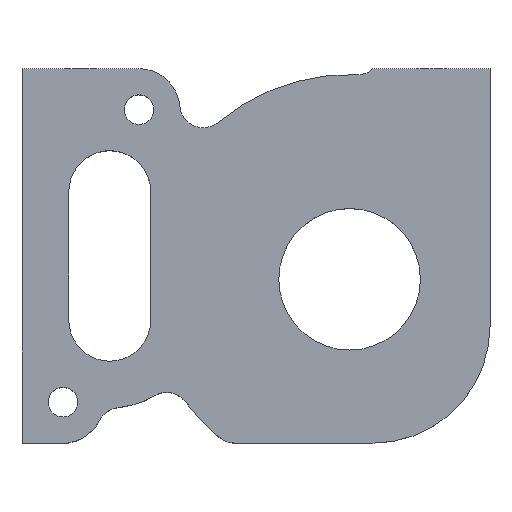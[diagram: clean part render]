
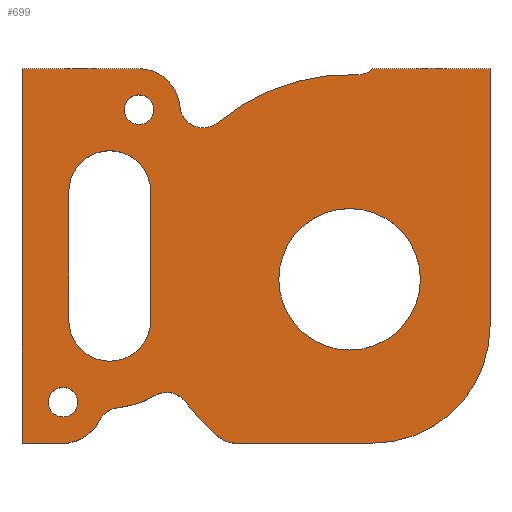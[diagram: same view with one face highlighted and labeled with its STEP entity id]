
A CAD part, top view. The second image highlights one B-rep face of the part: STEP entity #699.
In plain terms, the highlighted planar face has unit normal (0, 0, 1).
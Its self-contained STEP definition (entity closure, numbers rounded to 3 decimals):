
#20=FACE_BOUND('',#101,.T.);
#21=FACE_BOUND('',#102,.T.);
#22=FACE_BOUND('',#103,.T.);
#23=FACE_BOUND('',#104,.T.);
#31=PLANE('',#782);
#58=FACE_OUTER_BOUND('',#100,.T.);
#100=EDGE_LOOP('',(#551,#552,#553,#554,#555,#556,#557,#558,#559,#560,#561,
#562,#563,#564,#565,#566,#567,#568));
#101=EDGE_LOOP('',(#569,#570,#571,#572));
#102=EDGE_LOOP('',(#573));
#103=EDGE_LOOP('',(#574));
#104=EDGE_LOOP('',(#575));
#151=LINE('',#1150,#209);
#154=LINE('',#1155,#212);
#155=LINE('',#1160,#213);
#157=LINE('',#1166,#215);
#159=LINE('',#1170,#217);
#160=LINE('',#1173,#218);
#161=LINE('',#1174,#219);
#162=LINE('',#1177,#220);
#163=LINE('',#1181,#221);
#209=VECTOR('',#929,10.);
#212=VECTOR('',#934,10.);
#213=VECTOR('',#939,10.);
#215=VECTOR('',#945,10.);
#217=VECTOR('',#949,10.);
#218=VECTOR('',#952,10.);
#219=VECTOR('',#953,10.);
#220=VECTOR('',#954,10.);
#221=VECTOR('',#957,10.);
#242=CIRCLE('',#734,2.);
#244=CIRCLE('',#737,3.5);
#246=CIRCLE('',#740,2.);
#249=CIRCLE('',#744,3.5);
#251=CIRCLE('',#747,2.);
#252=CIRCLE('',#749,17.5);
#255=CIRCLE('',#753,2.);
#267=CIRCLE('',#767,17.5);
#268=CIRCLE('',#769,2.);
#269=CIRCLE('',#771,7.5);
#270=CIRCLE('',#773,1.265);
#271=CIRCLE('',#775,1.265);
#274=CIRCLE('',#783,10.);
#275=CIRCLE('',#784,3.5);
#276=CIRCLE('',#785,3.5);
#277=CIRCLE('',#786,6.05);
#286=VERTEX_POINT('',#1038);
#287=VERTEX_POINT('',#1039);
#290=VERTEX_POINT('',#1047);
#292=VERTEX_POINT('',#1053);
#293=VERTEX_POINT('',#1054);
#297=VERTEX_POINT('',#1064);
#300=VERTEX_POINT('',#1071);
#301=VERTEX_POINT('',#1073);
#304=VERTEX_POINT('',#1083);
#305=VERTEX_POINT('',#1085);
#325=VERTEX_POINT('',#1131);
#326=VERTEX_POINT('',#1135);
#327=VERTEX_POINT('',#1141);
#328=VERTEX_POINT('',#1145);
#329=VERTEX_POINT('',#1149);
#330=VERTEX_POINT('',#1153);
#332=VERTEX_POINT('',#1159);
#334=VERTEX_POINT('',#1165);
#335=VERTEX_POINT('',#1169);
#336=VERTEX_POINT('',#1171);
#337=VERTEX_POINT('',#1175);
#338=VERTEX_POINT('',#1176);
#339=VERTEX_POINT('',#1178);
#340=VERTEX_POINT('',#1180);
#341=VERTEX_POINT('',#1183);
#354=EDGE_CURVE('',#286,#287,#242,.T.);
#358=EDGE_CURVE('',#290,#287,#244,.T.);
#361=EDGE_CURVE('',#292,#293,#246,.F.);
#367=EDGE_CURVE('',#293,#297,#249,.T.);
#370=EDGE_CURVE('',#301,#300,#251,.F.);
#372=EDGE_CURVE('',#300,#292,#252,.T.);
#376=EDGE_CURVE('',#304,#305,#255,.T.);
#400=EDGE_CURVE('',#325,#305,#267,.T.);
#402=EDGE_CURVE('',#325,#326,#268,.T.);
#404=EDGE_CURVE('',#286,#326,#269,.T.);
#405=EDGE_CURVE('',#327,#327,#270,.T.);
#407=EDGE_CURVE('',#328,#328,#271,.T.);
#409=EDGE_CURVE('',#329,#290,#151,.T.);
#412=EDGE_CURVE('',#330,#297,#154,.T.);
#414=EDGE_CURVE('',#301,#332,#155,.T.);
#417=EDGE_CURVE('',#329,#334,#157,.T.);
#419=EDGE_CURVE('',#335,#304,#159,.T.);
#420=EDGE_CURVE('',#336,#335,#274,.T.);
#421=EDGE_CURVE('',#332,#336,#160,.T.);
#422=EDGE_CURVE('',#334,#330,#161,.T.);
#423=EDGE_CURVE('',#337,#338,#162,.T.);
#424=EDGE_CURVE('',#338,#339,#275,.T.);
#425=EDGE_CURVE('',#339,#340,#163,.T.);
#426=EDGE_CURVE('',#340,#337,#276,.T.);
#427=EDGE_CURVE('',#341,#341,#277,.T.);
#551=ORIENTED_EDGE('',*,*,#376,.F.);
#552=ORIENTED_EDGE('',*,*,#419,.F.);
#553=ORIENTED_EDGE('',*,*,#420,.F.);
#554=ORIENTED_EDGE('',*,*,#421,.F.);
#555=ORIENTED_EDGE('',*,*,#414,.F.);
#556=ORIENTED_EDGE('',*,*,#370,.T.);
#557=ORIENTED_EDGE('',*,*,#372,.T.);
#558=ORIENTED_EDGE('',*,*,#361,.T.);
#559=ORIENTED_EDGE('',*,*,#367,.T.);
#560=ORIENTED_EDGE('',*,*,#412,.F.);
#561=ORIENTED_EDGE('',*,*,#422,.F.);
#562=ORIENTED_EDGE('',*,*,#417,.F.);
#563=ORIENTED_EDGE('',*,*,#409,.T.);
#564=ORIENTED_EDGE('',*,*,#358,.T.);
#565=ORIENTED_EDGE('',*,*,#354,.F.);
#566=ORIENTED_EDGE('',*,*,#404,.T.);
#567=ORIENTED_EDGE('',*,*,#402,.F.);
#568=ORIENTED_EDGE('',*,*,#400,.T.);
#569=ORIENTED_EDGE('',*,*,#423,.T.);
#570=ORIENTED_EDGE('',*,*,#424,.T.);
#571=ORIENTED_EDGE('',*,*,#425,.T.);
#572=ORIENTED_EDGE('',*,*,#426,.T.);
#573=ORIENTED_EDGE('',*,*,#427,.T.);
#574=ORIENTED_EDGE('',*,*,#407,.T.);
#575=ORIENTED_EDGE('',*,*,#405,.T.);
#699=ADVANCED_FACE('',(#58,#20,#21,#22,#23),#31,.T.);
#734=AXIS2_PLACEMENT_3D('',#1040,#818,#819);
#737=AXIS2_PLACEMENT_3D('',#1048,#826,#827);
#740=AXIS2_PLACEMENT_3D('',#1055,#833,#834);
#744=AXIS2_PLACEMENT_3D('',#1066,#844,#845);
#747=AXIS2_PLACEMENT_3D('',#1074,#851,#852);
#749=AXIS2_PLACEMENT_3D('',#1077,#856,#857);
#753=AXIS2_PLACEMENT_3D('',#1086,#865,#866);
#767=AXIS2_PLACEMENT_3D('',#1132,#905,#906);
#769=AXIS2_PLACEMENT_3D('',#1136,#910,#911);
#771=AXIS2_PLACEMENT_3D('',#1139,#915,#916);
#773=AXIS2_PLACEMENT_3D('',#1142,#919,#920);
#775=AXIS2_PLACEMENT_3D('',#1146,#924,#925);
#782=AXIS2_PLACEMENT_3D('',#1168,#947,#948);
#783=AXIS2_PLACEMENT_3D('',#1172,#950,#951);
#784=AXIS2_PLACEMENT_3D('',#1179,#955,#956);
#785=AXIS2_PLACEMENT_3D('',#1182,#958,#959);
#786=AXIS2_PLACEMENT_3D('',#1184,#960,#961);
#818=DIRECTION('center_axis',(0.,0.,1.));
#819=DIRECTION('ref_axis',(-0.567,0.824,0.));
#826=DIRECTION('center_axis',(0.,0.,1.));
#827=DIRECTION('ref_axis',(-1.,0.,0.));
#833=DIRECTION('center_axis',(0.,0.,1.));
#834=DIRECTION('ref_axis',(0.997,0.082,0.));
#844=DIRECTION('center_axis',(0.,0.,1.));
#845=DIRECTION('ref_axis',(-1.,0.,0.));
#851=DIRECTION('center_axis',(0.,0.,1.));
#852=DIRECTION('ref_axis',(-0.034,-0.999,0.));
#856=DIRECTION('center_axis',(0.,0.,1.));
#857=DIRECTION('ref_axis',(-1.,0.,0.));
#865=DIRECTION('center_axis',(0.,0.,-1.));
#866=DIRECTION('ref_axis',(-0.336,-0.942,0.));
#905=DIRECTION('center_axis',(0.,0.,1.));
#906=DIRECTION('ref_axis',(-1.,0.,0.));
#910=DIRECTION('center_axis',(0.,0.,1.));
#911=DIRECTION('ref_axis',(0.195,0.981,0.));
#915=DIRECTION('center_axis',(0.,0.,1.));
#916=DIRECTION('ref_axis',(-1.,0.,0.));
#919=DIRECTION('center_axis',(0.,0.,-1.));
#920=DIRECTION('ref_axis',(-1.,0.,0.));
#924=DIRECTION('center_axis',(0.,0.,-1.));
#925=DIRECTION('ref_axis',(-1.,0.,0.));
#929=DIRECTION('',(0.,1.,0.));
#934=DIRECTION('',(1.,0.,0.));
#939=DIRECTION('',(1.,0.,0.));
#945=DIRECTION('',(-1.,0.,0.));
#947=DIRECTION('center_axis',(0.,0.,1.));
#948=DIRECTION('ref_axis',(1.,0.,0.));
#949=DIRECTION('',(-1.,0.,0.));
#950=DIRECTION('center_axis',(0.,0.,-1.));
#951=DIRECTION('ref_axis',(0.707,-0.707,0.));
#952=DIRECTION('',(0.,-1.,0.));
#953=DIRECTION('',(0.,1.,0.));
#954=DIRECTION('',(0.,1.,0.));
#955=DIRECTION('center_axis',(0.,0.,-1.));
#956=DIRECTION('ref_axis',(1.,0.,0.));
#957=DIRECTION('',(0.,-1.,0.));
#958=DIRECTION('center_axis',(0.,0.,-1.));
#959=DIRECTION('ref_axis',(-1.,0.,0.));
#960=DIRECTION('center_axis',(0.,0.,-1.));
#961=DIRECTION('ref_axis',(-1.,0.,0.));
#1038=CARTESIAN_POINT('',(-11.772,4.035,6.));
#1039=CARTESIAN_POINT('',(-13.368,2.938,6.));
#1040=CARTESIAN_POINT('Origin',(-11.578,2.045,6.));
#1047=CARTESIAN_POINT('',(-16.,1.036,6.));
#1048=CARTESIAN_POINT('Origin',(-16.5,4.5,6.));
#1053=CARTESIAN_POINT('',(-3.235,28.418,6.));
#1054=CARTESIAN_POINT('',(-6.512,29.787,6.));
#1055=CARTESIAN_POINT('Origin',(-4.519,29.951,6.));
#1064=CARTESIAN_POINT('',(-10.,33.,6.));
#1066=CARTESIAN_POINT('Origin',(-10.,29.5,6.));
#1071=CARTESIAN_POINT('',(8.596,32.49,6.));
#1073=CARTESIAN_POINT('',(10.,33.,6.));
#1074=CARTESIAN_POINT('Origin',(8.664,34.489,6.));
#1077=CARTESIAN_POINT('Origin',(8.,15.,6.));
#1083=CARTESIAN_POINT('',(-1.811,1.,6.));
#1085=CARTESIAN_POINT('',(-3.077,1.452,6.));
#1086=CARTESIAN_POINT('Origin',(-1.811,3.,6.));
#1131=CARTESIAN_POINT('',(-6.028,4.538,6.));
#1132=CARTESIAN_POINT('Origin',(8.,15.,6.));
#1135=CARTESIAN_POINT('',(-8.657,5.06,6.));
#1136=CARTESIAN_POINT('Origin',(-7.632,3.342,6.));
#1139=CARTESIAN_POINT('Origin',(-12.5,11.5,6.));
#1141=CARTESIAN_POINT('',(-8.736,29.5,6.));
#1142=CARTESIAN_POINT('Origin',(-10.,29.5,6.));
#1145=CARTESIAN_POINT('',(-15.236,4.5,6.));
#1146=CARTESIAN_POINT('Origin',(-16.5,4.5,6.));
#1149=CARTESIAN_POINT('',(-16.,1.,6.));
#1150=CARTESIAN_POINT('',(-16.,2.25,6.));
#1153=CARTESIAN_POINT('',(-20.,33.,6.));
#1155=CARTESIAN_POINT('',(-20.,33.,6.));
#1159=CARTESIAN_POINT('',(20.,33.,6.));
#1160=CARTESIAN_POINT('',(-20.,33.,6.));
#1165=CARTESIAN_POINT('',(-20.,1.,6.));
#1166=CARTESIAN_POINT('',(-20.,1.,6.));
#1168=CARTESIAN_POINT('Origin',(-20.,3.5,6.));
#1169=CARTESIAN_POINT('',(10.,1.,6.));
#1170=CARTESIAN_POINT('',(-20.,1.,6.));
#1171=CARTESIAN_POINT('',(20.,11.,6.));
#1172=CARTESIAN_POINT('Origin',(10.,11.,6.));
#1173=CARTESIAN_POINT('',(20.,3.5,6.));
#1174=CARTESIAN_POINT('',(-20.,3.5,6.));
#1175=CARTESIAN_POINT('',(-16.,11.5,6.));
#1176=CARTESIAN_POINT('',(-16.,22.5,6.));
#1177=CARTESIAN_POINT('',(-16.,7.5,6.));
#1178=CARTESIAN_POINT('',(-9.,22.5,6.));
#1179=CARTESIAN_POINT('Origin',(-12.5,22.5,6.));
#1180=CARTESIAN_POINT('',(-9.,11.5,6.));
#1181=CARTESIAN_POINT('',(-9.,13.,6.));
#1182=CARTESIAN_POINT('Origin',(-12.5,11.5,6.));
#1183=CARTESIAN_POINT('',(14.05,15.,6.));
#1184=CARTESIAN_POINT('Origin',(8.,15.,6.));
